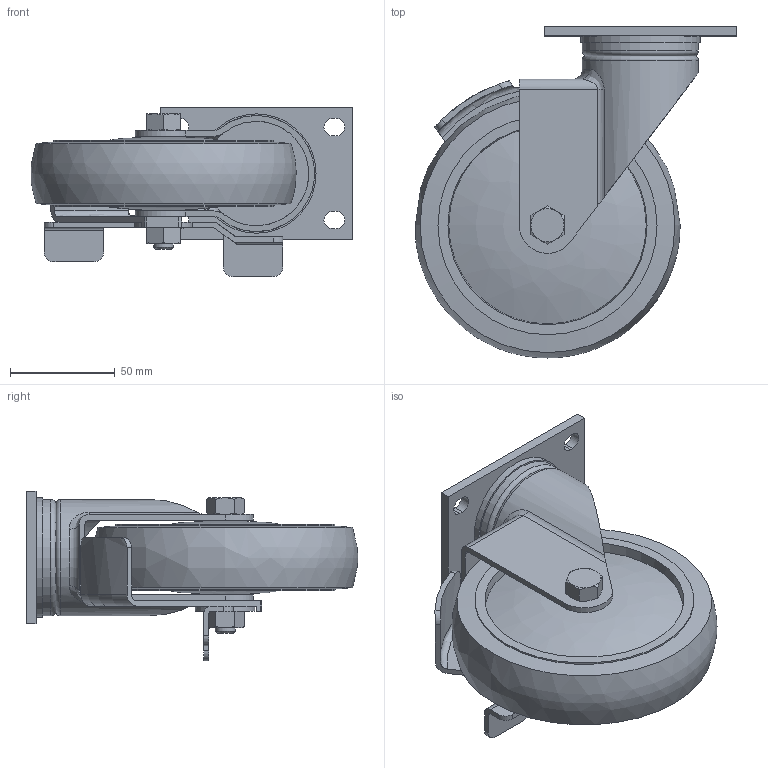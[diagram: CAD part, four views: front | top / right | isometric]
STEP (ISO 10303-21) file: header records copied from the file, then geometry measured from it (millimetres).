
FILE_DESCRIPTION(('STEP AP214'),'1');
FILE_NAME('Wheel.stp','2022-05-30T03:47:36',(' '),(' '),'Spatial InterOp 3D',' ',' ');
FILE_SCHEMA(('AUTOMOTIVE_DESIGN { 1 0 10303 214 1 1 1 1 }'));
Length unit declared in the file: millimetre
Products named in the file (1): 1
Bounding box: 153.7 x 158.75 x 81.12 mm (x, y, z)
Volume: 479010 mm3; surface area: 95175.2 mm2
Topology: 3 solids, 3 shells, 156 faces, 390 edges, 248 vertices
Faces by surface type: plane 74, cylinder 46, cone 23, bspline 7, torus 6
Full cylindrical faces by diameter (mm): 9.525 x2, 50.006 x1, 55.562 x2, 57.087 x1, 104.775 x2
Entity records: 5555 total; most frequent: CARTESIAN_POINT 1949, ORIENTED_EDGE 742, DIRECTION 719, EDGE_CURVE 371, AXIS2_PLACEMENT_3D 267, VERTEX_POINT 247, EDGE_LOOP 192, LINE 185
